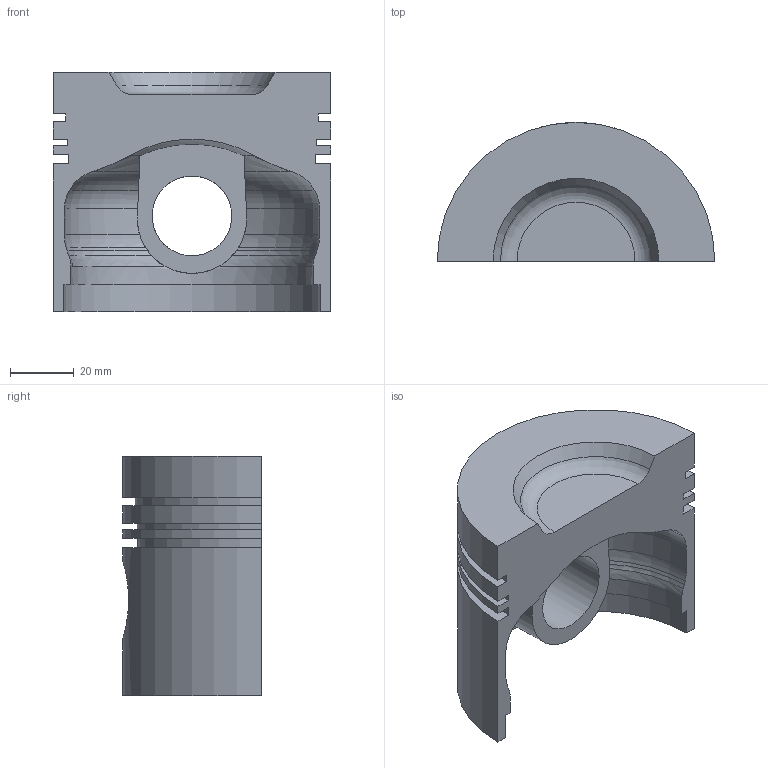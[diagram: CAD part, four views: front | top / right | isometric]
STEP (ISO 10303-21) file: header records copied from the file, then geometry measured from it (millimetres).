
FILE_DESCRIPTION(('produced by SPATIAL CORP'),'2;1');
FILE_NAME('piston.hh.sat.stp', '2002-04-22T18:05:08+00:00',('SPATIAL CORP'),('SPATIAL CORP'), 'ACIS STEP Husk','http://www.spatial.com','SPATIAL CORP');
FILE_SCHEMA(('CONFIG_CONTROL_DESIGN'));
Length unit declared in the file: millimetre
Products named in the file (1): PRODUCT_ID_1
Bounding box: 87 x 43.5 x 75 mm (x, y, z)
Volume: 113103.8 mm3; surface area: 30378.4 mm2
Topology: 1 solids, 1 shells, 48 faces, 146 edges, 93 vertices
Faces by surface type: plane 16, cylinder 15, torus 9, cone 5, bspline 3
Entity records: 1994 total; most frequent: CARTESIAN_POINT 690, ORIENTED_EDGE 278, DIRECTION 236, EDGE_CURVE 139, VERTEX_POINT 93, AXIS2_PLACEMENT_3D 90, VECTOR 56, LINE 56
